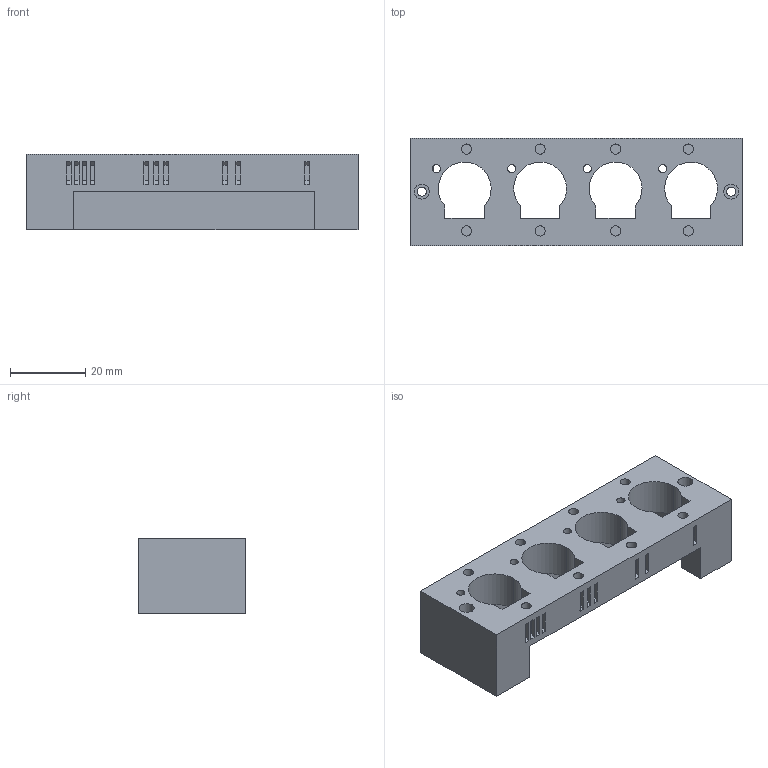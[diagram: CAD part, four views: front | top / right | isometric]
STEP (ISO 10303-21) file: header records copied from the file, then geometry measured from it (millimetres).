
FILE_DESCRIPTION(('HOOPS Exchange Step'),'2;1');
FILE_NAME('temp_export','2023-01-03T23:17:58+08:00',('mobile'),('Shapr3D Limited'),'HOOPS Exchange 2022.1','Shapr3D','Authorized');
FILE_SCHEMA( ('AUTOMOTIVE_DESIGN { 1 0 10303 214 1 1 1 1 }') );
Length unit declared in the file: millimetre
Products named in the file (1): Pump Mount
Bounding box: 88 x 28.45 x 20 mm (x, y, z)
Volume: 26068.9 mm3; surface area: 12015.9 mm2
Topology: 1 solids, 1 shells, 111 faces, 303 edges, 211 vertices
Faces by surface type: plane 87, cylinder 24
Full cylindrical faces by diameter (mm): 2.2 x4, 2.4 x2, 2.7 x8, 4 x2
Entity records: 3614 total; most frequent: CARTESIAN_POINT 626, ORIENTED_EDGE 606, DIRECTION 604, EDGE_CURVE 303, VECTOR 226, LINE 226, VERTEX_POINT 211, AXIS2_PLACEMENT_3D 189
